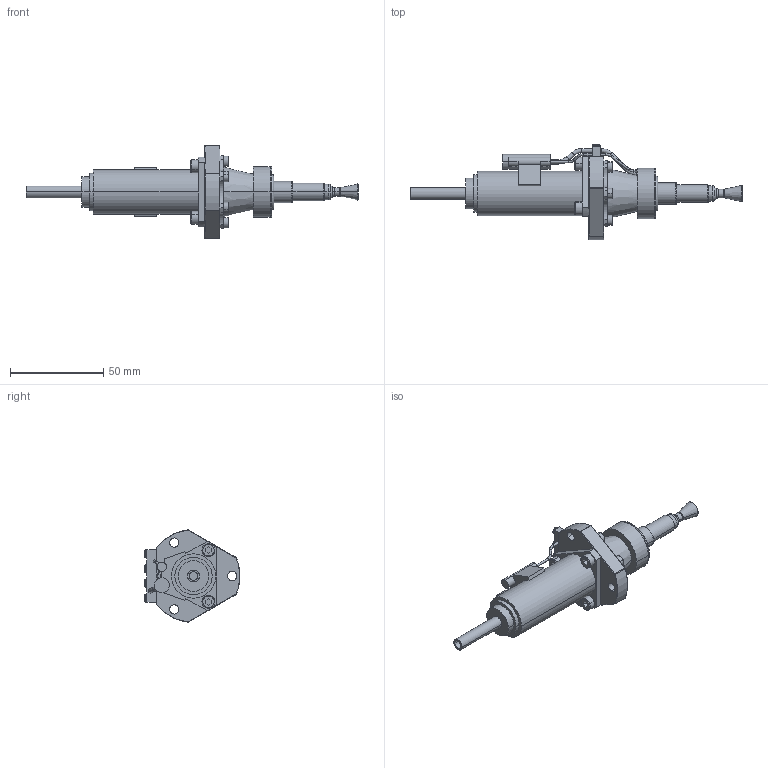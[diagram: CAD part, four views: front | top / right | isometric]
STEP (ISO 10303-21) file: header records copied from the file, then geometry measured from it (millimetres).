
FILE_DESCRIPTION((''),'2;1');
FILE_NAME('241800','2024-04-03T16:24:18',('JCOMPAIN'),(''),'CREO PARAMETRIC BY PTC INC, 2019471','CREO PARAMETRIC BY PTC INC, 2019471','');
FILE_SCHEMA(('CONFIG_CONTROL_DESIGN'));
Length unit declared in the file: millimetre
Products named in the file (1): 241800
Bounding box: 178.2 x 51.48 x 49.61 mm (x, y, z)
Volume: 55328.5 mm3; surface area: 19813.2 mm2
Topology: 1 solids, 2 shells, 440 faces, 1059 edges, 654 vertices
Faces by surface type: plane 187, cylinder 141, torus 90, cone 12, sphere 10
Entity records: 13033 total; most frequent: CARTESIAN_POINT 2407, DIRECTION 2397, ORIENTED_EDGE 2114, EDGE_CURVE 1057, AXIS2_PLACEMENT_3D 956, VERTEX_POINT 654, CIRCLE 516, EDGE_LOOP 489
